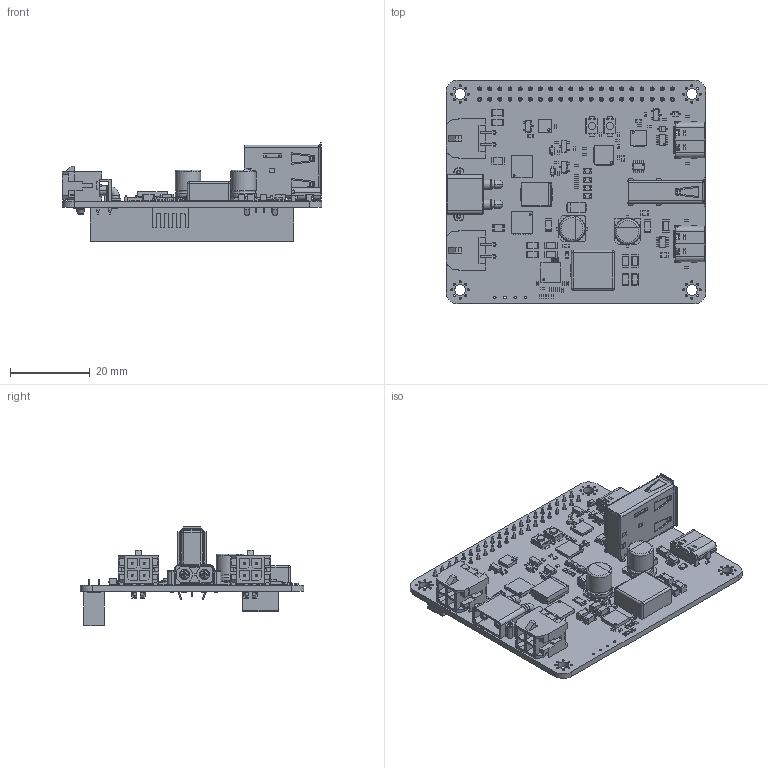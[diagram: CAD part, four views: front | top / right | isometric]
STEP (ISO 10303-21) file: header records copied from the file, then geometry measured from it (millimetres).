
FILE_DESCRIPTION(('KiCad electronic assembly'),'2;1');
FILE_NAME('EWS.step','2025-12-08T10:18:51',('Pcbnew'),('Kicad'), 'Open CASCADE STEP processor 7.9','KiCad to STEP converter','Unknown' );
FILE_SCHEMA(('AUTOMOTIVE_DESIGN { 1 0 10303 214 1 1 1 1 }'));
Length unit declared in the file: millimetre
Products named in the file (40): EWS 1; C_1206_3216Metric; 430450400; SOLID; COMPOUND; C_0603_1608Metric; L_APV_APH1050; LED_0805_2012Metric; 614004134726; Blech; Blech_Deckel; Pin_4; Geh㴳e_Pin; Pin_3; Pin_2; Pin_1; R_0402_1005Metric; SW_SPST_TS-1088-xR020; D_SMC; QFN-32-1EP_5x5mm_P0.5mm_EP3.45x3.45mm; VSON-8_3.3x3.3mm_P0.65mm_NexFET; SOT-23; CP_Elec_6.3x7.7; SOT-23-6; R_0603_1608Metric; Fuse_0805_2012Metric; D_SOD-323; AO_DFN-8-1EP_5.55x5.2mm_P1.27mm_EP4.12x4.6mm; EWS 1.27.1; C_0402_1005Metric; Fuse_1206_3216Metric; SOT-23-3; D_SMA; 5x5x0.9; XT30PW-M--3DModel-STEP-269445; USB_C_Receptacle_GCT_USB4105-xx-A_16P_TopMnt_Horizontal; QFN-24-1EP_4x4mm_P0.5mm_EP2.7x2.7mm; PinSocket_2x20_P2.54mm_Vertical; 9x9x5; EWS_PCB
Assembly tree (107 placements, depth 3):
  EWS 1
    C_1206_3216Metric  x12
    430450400  x2
      SOLID
      COMPOUND
    C_0603_1608Metric  x3
    L_APV_APH1050
    LED_0805_2012Metric  x4
    614004134726
      Blech
      Blech_Deckel
      Pin_4
      Geh㴳e_Pin
      Pin_3
      Pin_2
      Pin_1
    R_0402_1005Metric  x26
    SW_SPST_TS-1088-xR020  x2
    D_SMC
    QFN-32-1EP_5x5mm_P0.5mm_EP3.45x3.45mm
    VSON-8_3.3x3.3mm_P0.65mm_NexFET
    SOT-23  x3
    CP_Elec_6.3x7.7  x2
    SOT-23-6  x3
    R_0603_1608Metric  x2
    Fuse_0805_2012Metric  x2
    D_SOD-323  x4
    AO_DFN-8-1EP_5.55x5.2mm_P1.27mm_EP4.12x4.6mm  x2
      EWS 1.27.1
    C_0402_1005Metric  x12
    Fuse_1206_3216Metric  x3
    SOT-23-3
    D_SMA
    5x5x0.9
    XT30PW-M--3DModel-STEP-269445
    USB_C_Receptacle_GCT_USB4105-xx-A_16P_TopMnt_Horizontal  x2
    QFN-24-1EP_4x4mm_P0.5mm_EP2.7x2.7mm
    PinSocket_2x20_P2.54mm_Vertical
    9x9x5
    EWS_PCB
Bounding box: 65 x 56 x 24.79 mm (x, y, z)
Volume: 11233.7 mm3; surface area: 20047 mm2
Topology: 191 solids, 191 shells, 7951 faces, 20720 edges, 13320 vertices
Faces by surface type: plane 5764, cylinder 1755, bspline 350, cone 46, sphere 18, torus 16, revolution 2
Full cylindrical faces by diameter (mm): 0.2 x25, 0.5 x40, 0.6 x5, 0.65 x4, 0.92 x4, 1 x42, 1.02 x8, 1.5 x4, 1.8 x2, 1.9 x4, 2.7 x4, 3 x2, 6.3 x4
Entity records: 174575 total; most frequent: CARTESIAN_POINT 29553, ORIENTED_EDGE 24480, DIRECTION 22876, EDGE_CURVE 12236, LINE 9861, VECTOR 9861, VERTEX_POINT 7822, AXIS2_PLACEMENT_3D 6507
